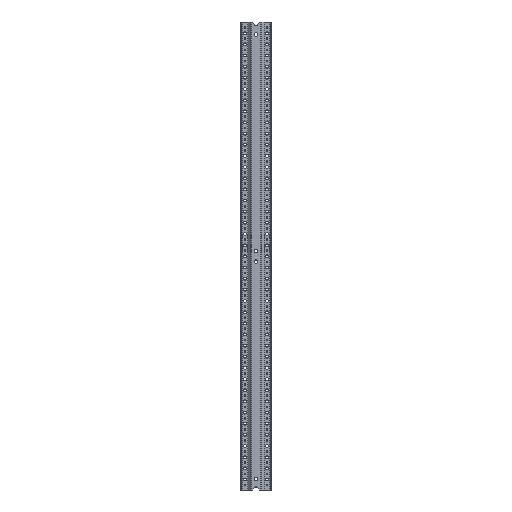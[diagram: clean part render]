
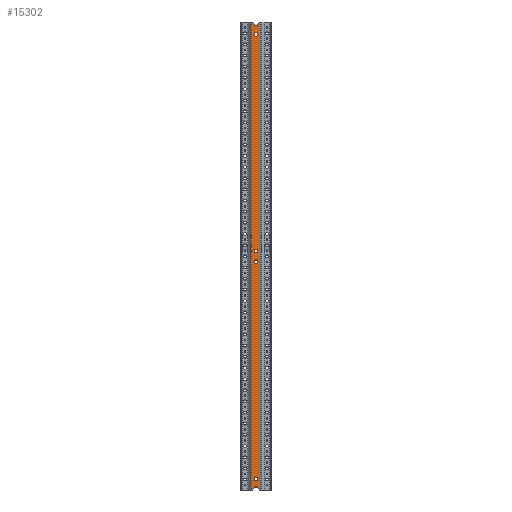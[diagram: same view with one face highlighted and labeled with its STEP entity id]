
A CAD part, front view. The second image highlights one B-rep face of the part: STEP entity #15302.
In plain terms, the highlighted planar face has unit normal (0, -1, 0).
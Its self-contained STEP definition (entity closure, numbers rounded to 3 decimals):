
#3152=DIRECTION('',(-1.,0.,0.));
#3153=VECTOR('',#3152,2.342);
#3154=CARTESIAN_POINT('',(52.275,-500.5,1075.));
#3155=LINE('',#3154,#3153);
#7590=DIRECTION('',(1.,0.,0.));
#7591=VECTOR('',#7590,2.342);
#7592=CARTESIAN_POINT('',(67.225,-500.5,1075.));
#7593=LINE('',#7592,#7591);
#7597=DIRECTION('',(-1.,0.,0.));
#7598=VECTOR('',#7597,2.342);
#7599=CARTESIAN_POINT('',(69.567,-500.5,26.5));
#7600=LINE('',#7599,#7598);
#7604=DIRECTION('',(-0.621,0.,0.784));
#7605=VECTOR('',#7604,6.991);
#7606=CARTESIAN_POINT('',(67.225,-500.5,26.5));
#7607=LINE('',#7606,#7605);
#7611=CARTESIAN_POINT('',(59.75,-500.5,29.5));
#7612=DIRECTION('',(0.,-1.,0.));
#7613=DIRECTION('',(0.784,0.,0.621));
#7614=AXIS2_PLACEMENT_3D('',#7611,#7612,#7613);
#7619=DIRECTION('',(-0.621,0.,-0.784));
#7620=VECTOR('',#7619,6.991);
#7621=CARTESIAN_POINT('',(56.613,-500.5,31.982));
#7622=LINE('',#7621,#7620);
#7626=DIRECTION('',(-1.,0.,0.));
#7627=VECTOR('',#7626,2.342);
#7628=CARTESIAN_POINT('',(52.275,-500.5,26.5));
#7629=LINE('',#7628,#7627);
#7633=DIRECTION('',(0.525,0.,-0.851));
#7634=VECTOR('',#7633,7.754);
#7635=CARTESIAN_POINT('',(52.275,-500.5,1075.));
#7636=LINE('',#7635,#7634);
#7640=CARTESIAN_POINT('',(59.75,-500.5,1070.5));
#7641=DIRECTION('',(0.,-1.,0.));
#7642=DIRECTION('',(-0.851,0.,-0.525));
#7643=AXIS2_PLACEMENT_3D('',#7640,#7641,#7642);
#7648=DIRECTION('',(0.525,0.,0.851));
#7649=VECTOR('',#7648,7.754);
#7650=CARTESIAN_POINT('',(63.155,-500.5,1068.4));
#7651=LINE('',#7650,#7649);
#7655=CARTESIAN_POINT('',(59.75,-500.5,1047.));
#7656=DIRECTION('',(0.,-1.,0.));
#7657=DIRECTION('',(-1.,0.,0.));
#7658=AXIS2_PLACEMENT_3D('',#7655,#7656,#7657);
#7663=CARTESIAN_POINT('',(59.75,-500.5,1047.));
#7664=DIRECTION('',(0.,-1.,0.));
#7665=DIRECTION('',(1.,0.,0.));
#7666=AXIS2_PLACEMENT_3D('',#7663,#7664,#7665);
#7671=CARTESIAN_POINT('',(59.75,-500.5,561.75));
#7672=DIRECTION('',(0.,-1.,0.));
#7673=DIRECTION('',(1.,0.,0.));
#7674=AXIS2_PLACEMENT_3D('',#7671,#7672,#7673);
#7679=CARTESIAN_POINT('',(59.75,-500.5,561.75));
#7680=DIRECTION('',(0.,-1.,0.));
#7681=DIRECTION('',(-1.,0.,0.));
#7682=AXIS2_PLACEMENT_3D('',#7679,#7680,#7681);
#7687=CARTESIAN_POINT('',(59.75,-500.5,538.25));
#7688=DIRECTION('',(0.,-1.,0.));
#7689=DIRECTION('',(1.,0.,0.));
#7690=AXIS2_PLACEMENT_3D('',#7687,#7688,#7689);
#7695=CARTESIAN_POINT('',(59.75,-500.5,538.25));
#7696=DIRECTION('',(0.,-1.,0.));
#7697=DIRECTION('',(-1.,0.,0.));
#7698=AXIS2_PLACEMENT_3D('',#7695,#7696,#7697);
#7703=CARTESIAN_POINT('',(59.75,-500.5,51.5));
#7704=DIRECTION('',(0.,1.,0.));
#7705=DIRECTION('',(-1.,0.,0.));
#7706=AXIS2_PLACEMENT_3D('',#7703,#7704,#7705);
#7711=CARTESIAN_POINT('',(59.75,-500.5,51.5));
#7712=DIRECTION('',(0.,1.,0.));
#7713=DIRECTION('',(1.,0.,0.));
#7714=AXIS2_PLACEMENT_3D('',#7711,#7712,#7713);
#7726=DIRECTION('',(0.,0.,1.));
#7727=VECTOR('',#7726,1048.5);
#7728=CARTESIAN_POINT('',(69.567,-500.5,26.5));
#7729=LINE('',#7728,#7727);
#7761=DIRECTION('',(0.,0.,-1.));
#7762=VECTOR('',#7761,1048.5);
#7763=CARTESIAN_POINT('',(49.933,-500.5,1075.));
#7764=LINE('',#7763,#7762);
#10392=CARTESIAN_POINT('',(49.933,-500.5,26.5));
#10393=VERTEX_POINT('',#10392);
#10394=CARTESIAN_POINT('',(52.275,-500.5,26.5));
#10395=VERTEX_POINT('',#10394);
#10430=CARTESIAN_POINT('',(52.275,-500.5,1075.));
#10431=VERTEX_POINT('',#10430);
#10432=CARTESIAN_POINT('',(49.933,-500.5,1075.));
#10433=VERTEX_POINT('',#10432);
#10472=CARTESIAN_POINT('',(67.225,-500.5,1075.));
#10473=CARTESIAN_POINT('',(69.567,-500.5,1075.));
#10474=VERTEX_POINT('',#10472);
#10475=VERTEX_POINT('',#10473);
#10476=CARTESIAN_POINT('',(69.567,-500.5,26.5));
#10477=VERTEX_POINT('',#10476);
#10478=CARTESIAN_POINT('',(67.225,-500.5,26.5));
#10479=VERTEX_POINT('',#10478);
#10480=CARTESIAN_POINT('',(62.887,-500.5,31.982));
#10481=VERTEX_POINT('',#10480);
#10482=CARTESIAN_POINT('',(56.613,-500.5,31.982));
#10483=VERTEX_POINT('',#10482);
#10484=CARTESIAN_POINT('',(56.345,-500.5,1068.4));
#10485=VERTEX_POINT('',#10484);
#10486=CARTESIAN_POINT('',(63.155,-500.5,1068.4));
#10487=VERTEX_POINT('',#10486);
#10488=CARTESIAN_POINT('',(55.75,-500.5,1047.));
#10489=CARTESIAN_POINT('',(63.75,-500.5,1047.));
#10490=VERTEX_POINT('',#10488);
#10491=VERTEX_POINT('',#10489);
#10492=CARTESIAN_POINT('',(63.75,-500.5,561.75));
#10493=CARTESIAN_POINT('',(55.75,-500.5,561.75));
#10494=VERTEX_POINT('',#10492);
#10495=VERTEX_POINT('',#10493);
#10496=CARTESIAN_POINT('',(63.75,-500.5,538.25));
#10497=CARTESIAN_POINT('',(55.75,-500.5,538.25));
#10498=VERTEX_POINT('',#10496);
#10499=VERTEX_POINT('',#10497);
#10544=CARTESIAN_POINT('',(55.75,-500.5,51.5));
#10545=CARTESIAN_POINT('',(63.75,-500.5,51.5));
#10546=VERTEX_POINT('',#10544);
#10547=VERTEX_POINT('',#10545);
#15252=CARTESIAN_POINT('',(0.,-500.5,0.));
#15253=DIRECTION('',(0.,1.,0.));
#15254=DIRECTION('',(-1.,0.,0.));
#15255=AXIS2_PLACEMENT_3D('',#15252,#15253,#15254);
#15256=PLANE('',#15255);
#15257=ORIENTED_EDGE('',*,*,#11855,.T.);
#15259=ORIENTED_EDGE('',*,*,#15258,.F.);
#15260=ORIENTED_EDGE('',*,*,#12421,.T.);
#15261=ORIENTED_EDGE('',*,*,#15243,.T.);
#15263=ORIENTED_EDGE('',*,*,#15262,.T.);
#15265=ORIENTED_EDGE('',*,*,#15264,.T.);
#15266=ORIENTED_EDGE('',*,*,#11075,.T.);
#15268=ORIENTED_EDGE('',*,*,#15267,.F.);
#15269=ORIENTED_EDGE('',*,*,#11654,.F.);
#15271=ORIENTED_EDGE('',*,*,#15270,.T.);
#15273=ORIENTED_EDGE('',*,*,#15272,.T.);
#15275=ORIENTED_EDGE('',*,*,#15274,.T.);
#15276=EDGE_LOOP('',(#15257,#15259,#15260,#15261,#15263,#15265,#15266,#15268,
#15269,#15271,#15273,#15275));
#15277=FACE_OUTER_BOUND('',#15276,.F.);
#15279=ORIENTED_EDGE('',*,*,#15278,.T.);
#15281=ORIENTED_EDGE('',*,*,#15280,.T.);
#15282=EDGE_LOOP('',(#15279,#15281));
#15283=FACE_BOUND('',#15282,.F.);
#15285=ORIENTED_EDGE('',*,*,#15284,.T.);
#15287=ORIENTED_EDGE('',*,*,#15286,.T.);
#15288=EDGE_LOOP('',(#15285,#15287));
#15289=FACE_BOUND('',#15288,.F.);
#15291=ORIENTED_EDGE('',*,*,#15290,.T.);
#15293=ORIENTED_EDGE('',*,*,#15292,.T.);
#15294=EDGE_LOOP('',(#15291,#15293));
#15295=FACE_BOUND('',#15294,.F.);
#15297=ORIENTED_EDGE('',*,*,#15296,.F.);
#15299=ORIENTED_EDGE('',*,*,#15298,.F.);
#15300=EDGE_LOOP('',(#15297,#15299));
#15301=FACE_BOUND('',#15300,.F.);
#7615=CIRCLE('',#7614,4.);
#7644=CIRCLE('',#7643,4.);
#7659=CIRCLE('',#7658,4.);
#7667=CIRCLE('',#7666,4.);
#7675=CIRCLE('',#7674,4.);
#7683=CIRCLE('',#7682,4.);
#7691=CIRCLE('',#7690,4.);
#7699=CIRCLE('',#7698,4.);
#7707=CIRCLE('',#7706,4.);
#7715=CIRCLE('',#7714,4.);
#11075=EDGE_CURVE('',#10395,#10393,#7629,.T.);
#11654=EDGE_CURVE('',#10431,#10433,#3155,.T.);
#11855=EDGE_CURVE('',#10474,#10475,#7593,.T.);
#12421=EDGE_CURVE('',#10477,#10479,#7600,.T.);
#15243=EDGE_CURVE('',#10479,#10481,#7607,.T.);
#15258=EDGE_CURVE('',#10477,#10475,#7729,.T.);
#15262=EDGE_CURVE('',#10481,#10483,#7615,.T.);
#15264=EDGE_CURVE('',#10483,#10395,#7622,.T.);
#15267=EDGE_CURVE('',#10433,#10393,#7764,.T.);
#15270=EDGE_CURVE('',#10431,#10485,#7636,.T.);
#15272=EDGE_CURVE('',#10485,#10487,#7644,.T.);
#15274=EDGE_CURVE('',#10487,#10474,#7651,.T.);
#15278=EDGE_CURVE('',#10490,#10491,#7659,.T.);
#15280=EDGE_CURVE('',#10491,#10490,#7667,.T.);
#15284=EDGE_CURVE('',#10494,#10495,#7675,.T.);
#15286=EDGE_CURVE('',#10495,#10494,#7683,.T.);
#15290=EDGE_CURVE('',#10498,#10499,#7691,.T.);
#15292=EDGE_CURVE('',#10499,#10498,#7699,.T.);
#15296=EDGE_CURVE('',#10546,#10547,#7707,.T.);
#15298=EDGE_CURVE('',#10547,#10546,#7715,.T.);
#15302=ADVANCED_FACE('',(#15277,#15283,#15289,#15295,#15301),#15256,.F.);
